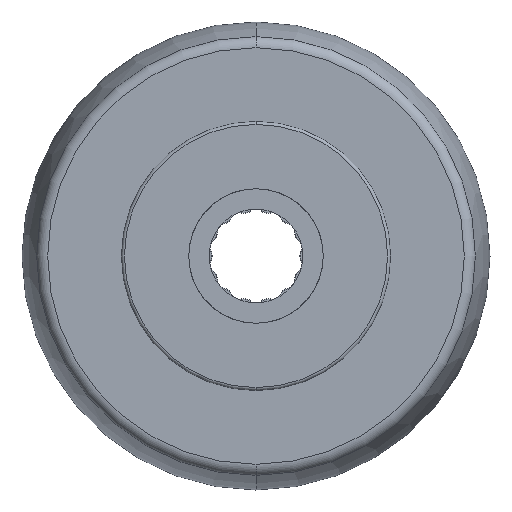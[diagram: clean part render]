
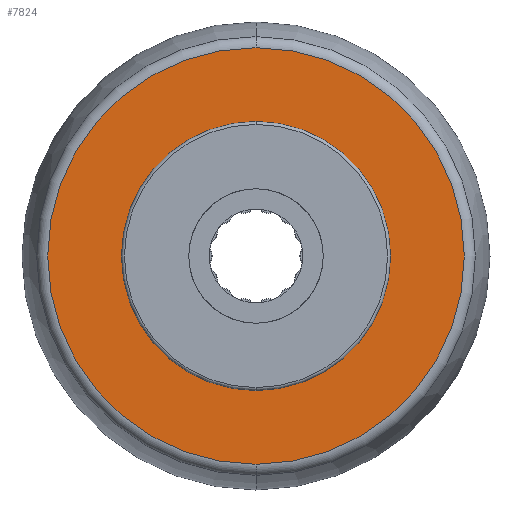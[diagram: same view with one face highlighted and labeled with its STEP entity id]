
A CAD part, left-side view. The second image highlights one B-rep face of the part: STEP entity #7824.
In plain terms, the highlighted planar face has unit normal (-1, 0, 0).
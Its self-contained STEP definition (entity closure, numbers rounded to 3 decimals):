
#13 = FACE_BOUND ( 'NONE', #4326, .T. ) ;
#171 = EDGE_CURVE ( 'NONE', #9255, #1393, #8041, .T. ) ;
#439 = ORIENTED_EDGE ( 'NONE', *, *, #171, .F. ) ;
#1393 = VERTEX_POINT ( 'NONE', #9583 ) ;
#1468 = DIRECTION ( 'NONE',  ( -1., 0., 0. ) ) ;
#1518 = CARTESIAN_POINT ( 'NONE',  ( -16.5, 0., 0. ) ) ;
#1591 = CIRCLE ( 'NONE', #9233, 23. ) ;
#1885 = VERTEX_POINT ( 'NONE', #6268 ) ;
#1937 = DIRECTION ( 'NONE',  ( 1., 0., 0. ) ) ;
#2039 = DIRECTION ( 'NONE',  ( 0., 0., -1. ) ) ;
#2162 = CARTESIAN_POINT ( 'NONE',  ( -16.5, 0., 0. ) ) ;
#2361 = EDGE_LOOP ( 'NONE', ( #3680, #439 ) ) ;
#2827 = DIRECTION ( 'NONE',  ( 1., 0., 0. ) ) ;
#2858 = ORIENTED_EDGE ( 'NONE', *, *, #3180, .F. ) ;
#3115 = VERTEX_POINT ( 'NONE', #4198 ) ;
#3180 = EDGE_CURVE ( 'NONE', #3115, #1885, #8349, .T. ) ;
#3632 = CIRCLE ( 'NONE', #8617, 35.603 ) ;
#3680 = ORIENTED_EDGE ( 'NONE', *, *, #4447, .F. ) ;
#4198 = CARTESIAN_POINT ( 'NONE',  ( -16.5, 0., 23. ) ) ;
#4326 = EDGE_LOOP ( 'NONE', ( #2858, #8911 ) ) ;
#4447 = EDGE_CURVE ( 'NONE', #1393, #9255, #3632, .T. ) ;
#4459 = DIRECTION ( 'NONE',  ( 0., 0., 1. ) ) ;
#4904 = CARTESIAN_POINT ( 'NONE',  ( -16.5, 0., 0. ) ) ;
#5172 = DIRECTION ( 'NONE',  ( 0., 0., -1. ) ) ;
#5327 = AXIS2_PLACEMENT_3D ( 'NONE', #8074, #8872, #2039 ) ;
#6268 = CARTESIAN_POINT ( 'NONE',  ( -16.5, 0., -23. ) ) ;
#6320 = EDGE_CURVE ( 'NONE', #1885, #3115, #1591, .T. ) ;
#6323 = AXIS2_PLACEMENT_3D ( 'NONE', #1518, #1468, #8790 ) ;
#6340 = AXIS2_PLACEMENT_3D ( 'NONE', #9464, #2827, #5172 ) ;
#6613 = FACE_OUTER_BOUND ( 'NONE', #2361, .T. ) ;
#7662 = CARTESIAN_POINT ( 'NONE',  ( -16.5, 0., 35.603 ) ) ;
#7731 = DIRECTION ( 'NONE',  ( 0., 0., -1. ) ) ;
#7824 = ADVANCED_FACE ( 'NONE', ( #6613, #13 ), #8713, .T. ) ;
#8041 = CIRCLE ( 'NONE', #6340, 35.603 ) ;
#8074 = CARTESIAN_POINT ( 'NONE',  ( -16.5, 37., 0. ) ) ;
#8194 = DIRECTION ( 'NONE',  ( -1., 0., 0. ) ) ;
#8349 = CIRCLE ( 'NONE', #6323, 23. ) ;
#8617 = AXIS2_PLACEMENT_3D ( 'NONE', #4904, #1937, #7731 ) ;
#8713 = PLANE ( 'NONE',  #5327 ) ;
#8790 = DIRECTION ( 'NONE',  ( 0., 0., 1. ) ) ;
#8872 = DIRECTION ( 'NONE',  ( -1., 0., 0. ) ) ;
#8911 = ORIENTED_EDGE ( 'NONE', *, *, #6320, .F. ) ;
#9233 = AXIS2_PLACEMENT_3D ( 'NONE', #2162, #8194, #4459 ) ;
#9255 = VERTEX_POINT ( 'NONE', #7662 ) ;
#9464 = CARTESIAN_POINT ( 'NONE',  ( -16.5, 0., 0. ) ) ;
#9583 = CARTESIAN_POINT ( 'NONE',  ( -16.5, 0., -35.603 ) ) ;
